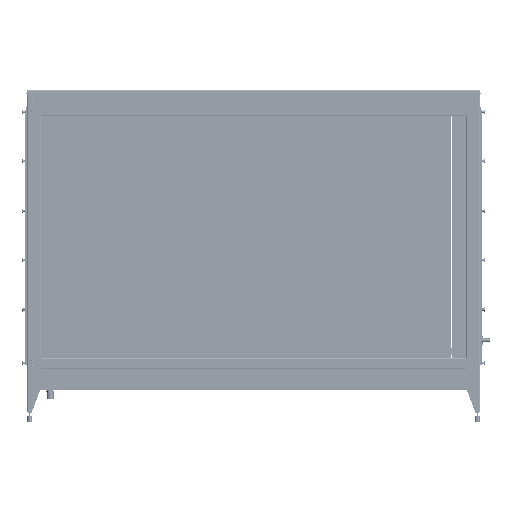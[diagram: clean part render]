
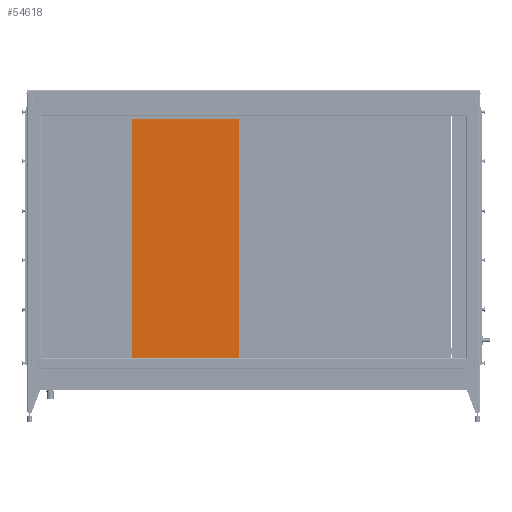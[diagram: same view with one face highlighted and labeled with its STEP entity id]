
A CAD part, top view. The second image highlights one B-rep face of the part: STEP entity #54618.
In plain terms, the highlighted planar face has unit normal (0, 0, 1).
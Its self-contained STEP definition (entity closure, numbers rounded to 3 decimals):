
#5353=PLANE('',#60548);
#8079=FACE_OUTER_BOUND('',#12022,.T.);
#12022=EDGE_LOOP('',(#48417,#48418,#48419,#48420));
#16571=LINE('',#100865,#21187);
#16577=LINE('',#100877,#21193);
#16579=LINE('',#100880,#21195);
#16580=LINE('',#100881,#21196);
#21187=VECTOR('',#74320,10.);
#21193=VECTOR('',#74330,10.);
#21195=VECTOR('',#74334,10.);
#21196=VECTOR('',#74335,10.);
#28039=VERTEX_POINT('',#100862);
#28040=VERTEX_POINT('',#100864);
#28043=VERTEX_POINT('',#100874);
#28044=VERTEX_POINT('',#100876);
#34965=EDGE_CURVE('',#28040,#28039,#16571,.T.);
#34971=EDGE_CURVE('',#28044,#28043,#16577,.T.);
#34973=EDGE_CURVE('',#28043,#28040,#16579,.T.);
#34974=EDGE_CURVE('',#28039,#28044,#16580,.T.);
#48417=ORIENTED_EDGE('',*,*,#34973,.T.);
#48418=ORIENTED_EDGE('',*,*,#34965,.T.);
#48419=ORIENTED_EDGE('',*,*,#34974,.T.);
#48420=ORIENTED_EDGE('',*,*,#34971,.T.);
#54618=ADVANCED_FACE('',(#8079),#5353,.T.);
#60548=AXIS2_PLACEMENT_3D('',#100879,#74332,#74333);
#74320=DIRECTION('',(-1.,0.,0.));
#74330=DIRECTION('',(1.,0.,0.));
#74332=DIRECTION('center_axis',(0.,0.,1.));
#74333=DIRECTION('ref_axis',(1.,0.,0.));
#74334=DIRECTION('',(0.,1.,0.));
#74335=DIRECTION('',(0.,-1.,0.));
#100862=CARTESIAN_POINT('',(-300.,667.,82.5));
#100864=CARTESIAN_POINT('',(300.,667.,82.5));
#100865=CARTESIAN_POINT('',(300.,667.,82.5));
#100874=CARTESIAN_POINT('',(300.,-700.,82.5));
#100876=CARTESIAN_POINT('',(-300.,-700.,82.5));
#100877=CARTESIAN_POINT('',(-300.,-700.,82.5));
#100879=CARTESIAN_POINT('Origin',(0.,-16.5,
82.5));
#100880=CARTESIAN_POINT('',(300.,-700.,82.5));
#100881=CARTESIAN_POINT('',(-300.,697.,82.5));
